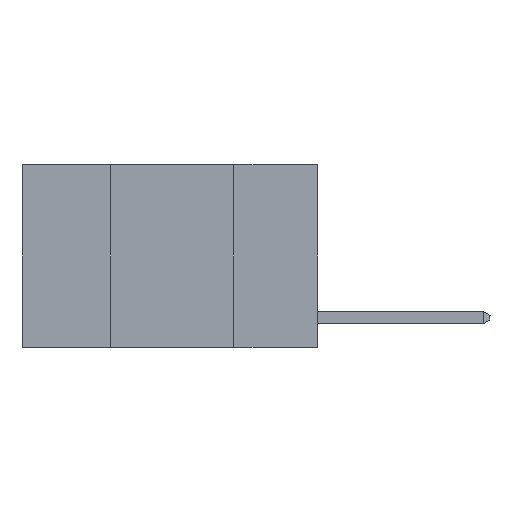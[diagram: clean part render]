
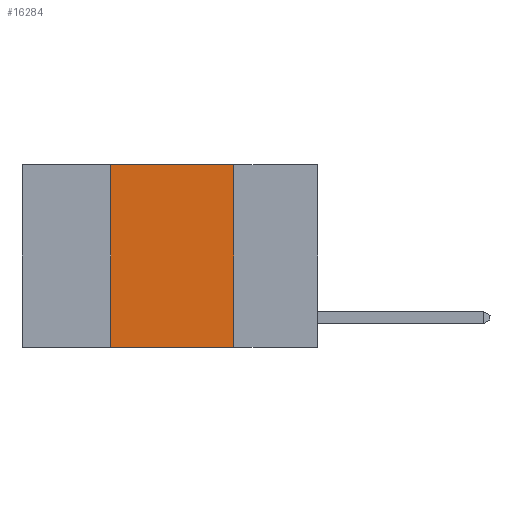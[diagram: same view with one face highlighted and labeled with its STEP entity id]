
A CAD part, left-side view. The second image highlights one B-rep face of the part: STEP entity #16284.
In plain terms, the highlighted planar face has unit normal (-1, 0, 0).
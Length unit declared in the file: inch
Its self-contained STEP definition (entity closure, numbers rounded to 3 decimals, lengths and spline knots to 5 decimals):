
#654 = FACE_OUTER_BOUND ( 'NONE', #4444, .T. ) ;
#1092 = EDGE_CURVE ( 'NONE', #2734, #15677, #15445, .T. ) ;
#1959 = ORIENTED_EDGE ( 'NONE', *, *, #6863, .F. ) ;
#2216 = CARTESIAN_POINT ( 'NONE',  ( 0., 0.17, 0. ) ) ;
#2734 = VERTEX_POINT ( 'NONE', #9364 ) ;
#2866 = ORIENTED_EDGE ( 'NONE', *, *, #17138, .T. ) ;
#3402 = VECTOR ( 'NONE', #4607, 39.37008 ) ;
#4377 = VERTEX_POINT ( 'NONE', #6549 ) ;
#4444 = EDGE_LOOP ( 'NONE', ( #1959, #4745, #4815, #2866 ) ) ;
#4607 = DIRECTION ( 'NONE',  ( 0., -1., 0. ) ) ;
#4640 = LINE ( 'NONE', #4814, #12058 ) ;
#4725 = DIRECTION ( 'NONE',  ( 0., -1., 0. ) ) ;
#4745 = ORIENTED_EDGE ( 'NONE', *, *, #1092, .F. ) ;
#4814 = CARTESIAN_POINT ( 'NONE',  ( 0., 0.6, -0.37 ) ) ;
#4815 = ORIENTED_EDGE ( 'NONE', *, *, #17190, .F. ) ;
#6549 = CARTESIAN_POINT ( 'NONE',  ( 0., 0.42, -0.37 ) ) ;
#6863 = EDGE_CURVE ( 'NONE', #15677, #16447, #10198, .T. ) ;
#8837 = DIRECTION ( 'NONE',  ( 0., 0., 1. ) ) ;
#9364 = CARTESIAN_POINT ( 'NONE',  ( 0., 0.42, 0. ) ) ;
#10120 = VECTOR ( 'NONE', #8837, 39.37008 ) ;
#10198 = LINE ( 'NONE', #2216, #11326 ) ;
#11226 = CARTESIAN_POINT ( 'NONE',  ( 0., 0.6, 0. ) ) ;
#11322 = PLANE ( 'NONE',  #13165 ) ;
#11326 = VECTOR ( 'NONE', #16759, 39.37008 ) ;
#11660 = CARTESIAN_POINT ( 'NONE',  ( 0., 0.6, 0. ) ) ;
#12058 = VECTOR ( 'NONE', #4725, 39.37008 ) ;
#12143 = CARTESIAN_POINT ( 'NONE',  ( 0., 0.17, 0. ) ) ;
#12757 = CARTESIAN_POINT ( 'NONE',  ( 0., 0.42, 0. ) ) ;
#13165 = AXIS2_PLACEMENT_3D ( 'NONE', #11660, #16784, #17115 ) ;
#14874 = CARTESIAN_POINT ( 'NONE',  ( 0., 0.17, -0.37 ) ) ;
#15445 = LINE ( 'NONE', #11226, #3402 ) ;
#15677 = VERTEX_POINT ( 'NONE', #12143 ) ;
#16284 = ADVANCED_FACE ( 'NONE', ( #654 ), #11322, .F. ) ;
#16447 = VERTEX_POINT ( 'NONE', #14874 ) ;
#16759 = DIRECTION ( 'NONE',  ( 0., 0., -1. ) ) ;
#16784 = DIRECTION ( 'NONE',  ( 1., 0., 0. ) ) ;
#16810 = LINE ( 'NONE', #12757, #10120 ) ;
#17115 = DIRECTION ( 'NONE',  ( 0., 0., -1. ) ) ;
#17138 = EDGE_CURVE ( 'NONE', #4377, #16447, #4640, .T. ) ;
#17190 = EDGE_CURVE ( 'NONE', #4377, #2734, #16810, .T. ) ;
